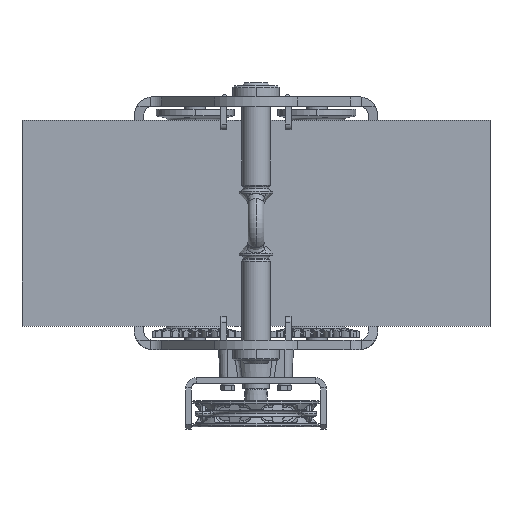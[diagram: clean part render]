
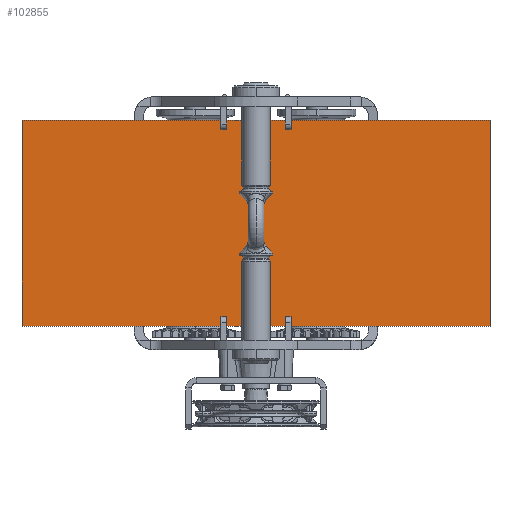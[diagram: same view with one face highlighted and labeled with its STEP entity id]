
A CAD part, front view. The second image highlights one B-rep face of the part: STEP entity #102855.
In plain terms, the highlighted planar face has unit normal (0, -1, 0).
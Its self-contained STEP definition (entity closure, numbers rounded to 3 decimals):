
#1840 = EDGE_CURVE ( 'NONE', #89484, #96797, #20530, .T. ) ;
#7201 = ORIENTED_EDGE ( 'NONE', *, *, #13018, .T. ) ;
#13018 = EDGE_CURVE ( 'NONE', #21832, #96797, #96648, .T. ) ;
#14805 = ORIENTED_EDGE ( 'NONE', *, *, #76575, .T. ) ;
#20530 = LINE ( 'NONE', #68565, #21722 ) ;
#20606 = DIRECTION ( 'NONE',  ( 0., 0., -1. ) ) ;
#21722 = VECTOR ( 'NONE', #20606, 1000. ) ;
#21832 = VERTEX_POINT ( 'NONE', #30339 ) ;
#25901 = CARTESIAN_POINT ( 'NONE',  ( -250., -110., 110. ) ) ;
#29186 = CARTESIAN_POINT ( 'NONE',  ( 250., -110., 110. ) ) ;
#30339 = CARTESIAN_POINT ( 'NONE',  ( -250., -110., -110. ) ) ;
#31405 = DIRECTION ( 'NONE',  ( 1., 0., 0. ) ) ;
#32235 = ORIENTED_EDGE ( 'NONE', *, *, #93955, .F. ) ;
#34178 = CARTESIAN_POINT ( 'NONE',  ( 250., -110., -110. ) ) ;
#39043 = DIRECTION ( 'NONE',  ( 1., 0., 0. ) ) ;
#39804 = CARTESIAN_POINT ( 'NONE',  ( -250., -110., 110. ) ) ;
#40176 = VECTOR ( 'NONE', #31405, 1000. ) ;
#41000 = DIRECTION ( 'NONE',  ( 0., 0., -1. ) ) ;
#43335 = DIRECTION ( 'NONE',  ( 0., 0., -1. ) ) ;
#49565 = VECTOR ( 'NONE', #43335, 1000. ) ;
#54804 = CARTESIAN_POINT ( 'NONE',  ( -250., -110., -110. ) ) ;
#63700 = PLANE ( 'NONE',  #67720 ) ;
#63916 = LINE ( 'NONE', #88660, #40176 ) ;
#64710 = ORIENTED_EDGE ( 'NONE', *, *, #1840, .F. ) ;
#67720 = AXIS2_PLACEMENT_3D ( 'NONE', #25901, #81838, #41000 ) ;
#68565 = CARTESIAN_POINT ( 'NONE',  ( 250., -110., 110. ) ) ;
#70293 = FACE_OUTER_BOUND ( 'NONE', #82366, .T. ) ;
#76575 = EDGE_CURVE ( 'NONE', #78919, #21832, #90876, .T. ) ;
#78919 = VERTEX_POINT ( 'NONE', #39804 ) ;
#81838 = DIRECTION ( 'NONE',  ( 0., -1., 0. ) ) ;
#82366 = EDGE_LOOP ( 'NONE', ( #64710, #32235, #14805, #7201 ) ) ;
#88660 = CARTESIAN_POINT ( 'NONE',  ( -250., -110., 110. ) ) ;
#89484 = VERTEX_POINT ( 'NONE', #29186 ) ;
#90876 = LINE ( 'NONE', #91197, #49565 ) ;
#91197 = CARTESIAN_POINT ( 'NONE',  ( -250., -110., 110. ) ) ;
#93955 = EDGE_CURVE ( 'NONE', #78919, #89484, #63916, .T. ) ;
#94116 = VECTOR ( 'NONE', #39043, 1000. ) ;
#96648 = LINE ( 'NONE', #54804, #94116 ) ;
#96797 = VERTEX_POINT ( 'NONE', #34178 ) ;
#102855 = ADVANCED_FACE ( 'NONE', ( #70293 ), #63700, .T. ) ;
